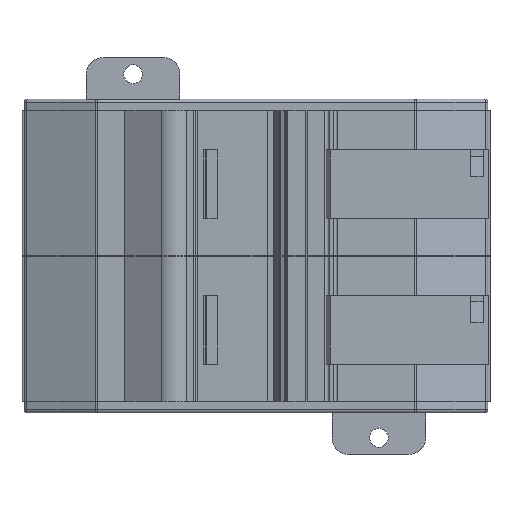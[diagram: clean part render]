
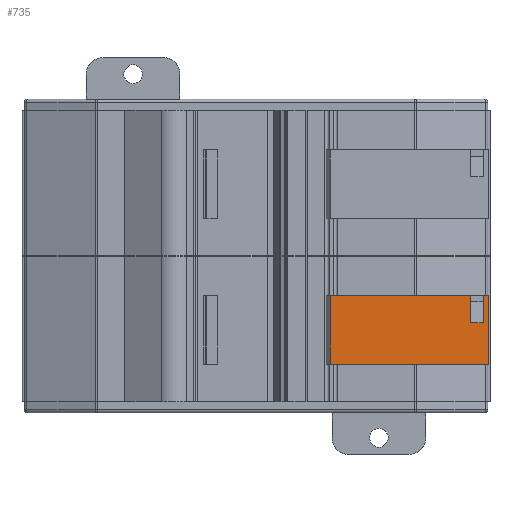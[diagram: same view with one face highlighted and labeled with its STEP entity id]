
A CAD part, front view. The second image highlights one B-rep face of the part: STEP entity #735.
In plain terms, the highlighted planar face has unit normal (0, -1, 0).
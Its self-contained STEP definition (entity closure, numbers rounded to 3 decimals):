
#108 = VERTEX_POINT ( 'NONE', #13197 ) ;
#341 = VERTEX_POINT ( 'NONE', #11409 ) ;
#592 = CARTESIAN_POINT ( 'NONE',  ( -2.69, 30.48, -16. ) ) ;
#735 = ADVANCED_FACE ( 'NONE', ( #2591 ), #5158, .T. ) ;
#752 = VERTEX_POINT ( 'NONE', #14342 ) ;
#1103 = EDGE_CURVE ( 'NONE', #14047, #752, #14693, .T. ) ;
#1148 = VECTOR ( 'NONE', #2402, 1000. ) ;
#1384 = DIRECTION ( 'NONE',  ( -1., 0., 0. ) ) ;
#1726 = DIRECTION ( 'NONE',  ( 1., 0., 0. ) ) ;
#1879 = VECTOR ( 'NONE', #14822, 1000. ) ;
#2027 = DIRECTION ( 'NONE',  ( 0., 0., 1. ) ) ;
#2060 = VERTEX_POINT ( 'NONE', #8857 ) ;
#2126 = CARTESIAN_POINT ( 'NONE',  ( -1.5, 30.48, -26. ) ) ;
#2222 = CARTESIAN_POINT ( 'NONE',  ( -39.51, 30.48, -26. ) ) ;
#2301 = EDGE_LOOP ( 'NONE', ( #11150, #3566, #14714, #7038, #13131, #2511, #13600, #11712 ) ) ;
#2356 = LINE ( 'NONE', #8290, #13010 ) ;
#2402 = DIRECTION ( 'NONE',  ( 1., 0., 0. ) ) ;
#2511 = ORIENTED_EDGE ( 'NONE', *, *, #2604, .F. ) ;
#2591 = FACE_OUTER_BOUND ( 'NONE', #2301, .T. ) ;
#2604 = EDGE_CURVE ( 'NONE', #2060, #12368, #6698, .T. ) ;
#2682 = EDGE_CURVE ( 'NONE', #6847, #752, #6866, .T. ) ;
#3247 = CARTESIAN_POINT ( 'NONE',  ( -2.69, 30.48, -16. ) ) ;
#3566 = ORIENTED_EDGE ( 'NONE', *, *, #12442, .F. ) ;
#4022 = VECTOR ( 'NONE', #11806, 1000. ) ;
#5158 = PLANE ( 'NONE',  #9302 ) ;
#5181 = DIRECTION ( 'NONE',  ( 1., 0., 0. ) ) ;
#5257 = EDGE_CURVE ( 'NONE', #12368, #108, #9671, .T. ) ;
#5798 = VECTOR ( 'NONE', #14779, 1000. ) ;
#6022 = CARTESIAN_POINT ( 'NONE',  ( -39.51, 30.48, -26. ) ) ;
#6305 = CARTESIAN_POINT ( 'NONE',  ( -39.51, 30.48, -9.5 ) ) ;
#6698 = LINE ( 'NONE', #2222, #5798 ) ;
#6847 = VERTEX_POINT ( 'NONE', #9713 ) ;
#6866 = LINE ( 'NONE', #2126, #7957 ) ;
#7038 = ORIENTED_EDGE ( 'NONE', *, *, #11945, .T. ) ;
#7284 = EDGE_CURVE ( 'NONE', #2060, #6847, #9595, .T. ) ;
#7452 = VECTOR ( 'NONE', #10151, 1000. ) ;
#7957 = VECTOR ( 'NONE', #2027, 1000. ) ;
#8290 = CARTESIAN_POINT ( 'NONE',  ( -5.69, 30.48, -16. ) ) ;
#8749 = LINE ( 'NONE', #8979, #1879 ) ;
#8844 = CARTESIAN_POINT ( 'NONE',  ( -39.51, 30.48, -9.5 ) ) ;
#8857 = CARTESIAN_POINT ( 'NONE',  ( -39.51, 30.48, -26. ) ) ;
#8979 = CARTESIAN_POINT ( 'NONE',  ( -5.69, 30.48, -16. ) ) ;
#9302 = AXIS2_PLACEMENT_3D ( 'NONE', #13181, #13063, #1726 ) ;
#9595 = LINE ( 'NONE', #6022, #4022 ) ;
#9671 = LINE ( 'NONE', #6305, #14365 ) ;
#9713 = CARTESIAN_POINT ( 'NONE',  ( -1.5, 30.48, -26. ) ) ;
#10151 = DIRECTION ( 'NONE',  ( 0., 0., 1. ) ) ;
#10422 = CARTESIAN_POINT ( 'NONE',  ( -39.51, 30.48, -9.5 ) ) ;
#10513 = CARTESIAN_POINT ( 'NONE',  ( -2.69, 30.48, -9.5 ) ) ;
#10855 = LINE ( 'NONE', #3247, #7452 ) ;
#11150 = ORIENTED_EDGE ( 'NONE', *, *, #1103, .F. ) ;
#11409 = CARTESIAN_POINT ( 'NONE',  ( -5.69, 30.48, -16. ) ) ;
#11460 = VERTEX_POINT ( 'NONE', #592 ) ;
#11712 = ORIENTED_EDGE ( 'NONE', *, *, #2682, .T. ) ;
#11806 = DIRECTION ( 'NONE',  ( 1., 0., 0. ) ) ;
#11945 = EDGE_CURVE ( 'NONE', #341, #108, #8749, .T. ) ;
#12368 = VERTEX_POINT ( 'NONE', #8844 ) ;
#12442 = EDGE_CURVE ( 'NONE', #11460, #14047, #10855, .T. ) ;
#13010 = VECTOR ( 'NONE', #1384, 1000. ) ;
#13063 = DIRECTION ( 'NONE',  ( 0., -1., 0. ) ) ;
#13131 = ORIENTED_EDGE ( 'NONE', *, *, #5257, .F. ) ;
#13144 = EDGE_CURVE ( 'NONE', #11460, #341, #2356, .T. ) ;
#13181 = CARTESIAN_POINT ( 'NONE',  ( -39.51, 30.48, -26. ) ) ;
#13197 = CARTESIAN_POINT ( 'NONE',  ( -5.69, 30.48, -9.5 ) ) ;
#13600 = ORIENTED_EDGE ( 'NONE', *, *, #7284, .T. ) ;
#14047 = VERTEX_POINT ( 'NONE', #10513 ) ;
#14342 = CARTESIAN_POINT ( 'NONE',  ( -1.5, 30.48, -9.5 ) ) ;
#14365 = VECTOR ( 'NONE', #5181, 1000. ) ;
#14693 = LINE ( 'NONE', #10422, #1148 ) ;
#14714 = ORIENTED_EDGE ( 'NONE', *, *, #13144, .T. ) ;
#14779 = DIRECTION ( 'NONE',  ( 0., 0., 1. ) ) ;
#14822 = DIRECTION ( 'NONE',  ( 0., 0., 1. ) ) ;
